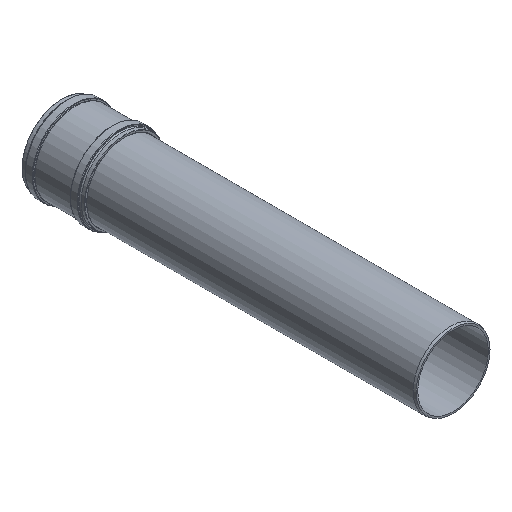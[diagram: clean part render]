
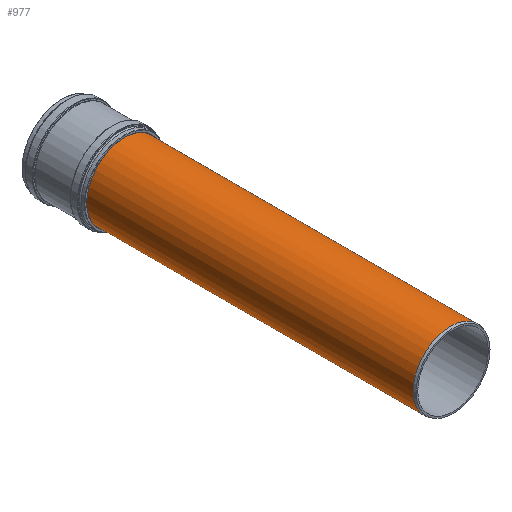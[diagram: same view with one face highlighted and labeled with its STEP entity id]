
A CAD part, isometric view. The second image highlights one B-rep face of the part: STEP entity #977.
In plain terms, the highlighted cylindrical face has radius 315 mm (diameter 630 mm), a full revolution.
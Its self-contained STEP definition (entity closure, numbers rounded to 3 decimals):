
#57=LINE('',#1672,#87);
#87=VECTOR('',#1270,315.);
#116=CYLINDRICAL_SURFACE('',#1065,315.);
#139=FACE_OUTER_BOUND('',#201,.T.);
#201=EDGE_LOOP('',(#663,#664,#665,#666));
#265=CIRCLE('',#1064,315.);
#266=CIRCLE('',#1066,315.);
#393=VERTEX_POINT('',#1666);
#394=VERTEX_POINT('',#1670);
#498=EDGE_CURVE('',#393,#393,#265,.T.);
#500=EDGE_CURVE('',#394,#394,#266,.T.);
#501=EDGE_CURVE('',#394,#393,#57,.T.);
#663=ORIENTED_EDGE('',*,*,#500,.F.);
#664=ORIENTED_EDGE('',*,*,#501,.T.);
#665=ORIENTED_EDGE('',*,*,#498,.T.);
#666=ORIENTED_EDGE('',*,*,#501,.F.);
#977=ADVANCED_FACE('',(#139),#116,.T.);
#1064=AXIS2_PLACEMENT_3D('',#1667,#1263,#1264);
#1065=AXIS2_PLACEMENT_3D('',#1669,#1266,#1267);
#1066=AXIS2_PLACEMENT_3D('',#1671,#1268,#1269);
#1263=DIRECTION('center_axis',(0.,1.,0.));
#1264=DIRECTION('ref_axis',(1.,0.,0.));
#1266=DIRECTION('center_axis',(0.,1.,0.));
#1267=DIRECTION('ref_axis',(-1.,0.,0.));
#1268=DIRECTION('center_axis',(0.,1.,0.));
#1269=DIRECTION('ref_axis',(1.,0.,0.));
#1270=DIRECTION('',(0.,-1.,0.));
#1666=CARTESIAN_POINT('',(315.,-2509.499,0.));
#1667=CARTESIAN_POINT('Origin',(0.,-2509.499,
0.));
#1669=CARTESIAN_POINT('Origin',(0.,-1029.499,
0.));
#1670=CARTESIAN_POINT('',(315.,450.501,0.));
#1671=CARTESIAN_POINT('Origin',(0.,450.501,
0.));
#1672=CARTESIAN_POINT('',(315.,-1029.499,0.));
